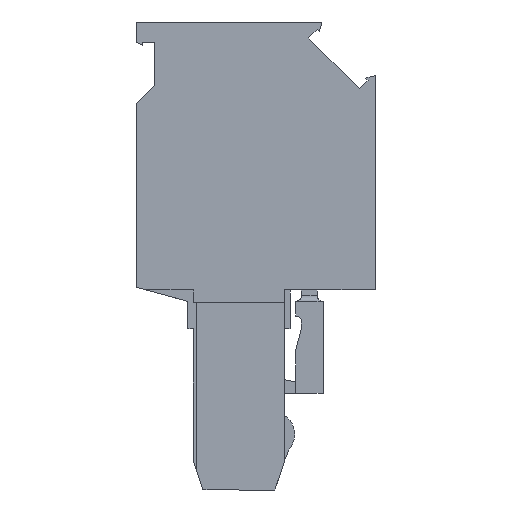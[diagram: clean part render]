
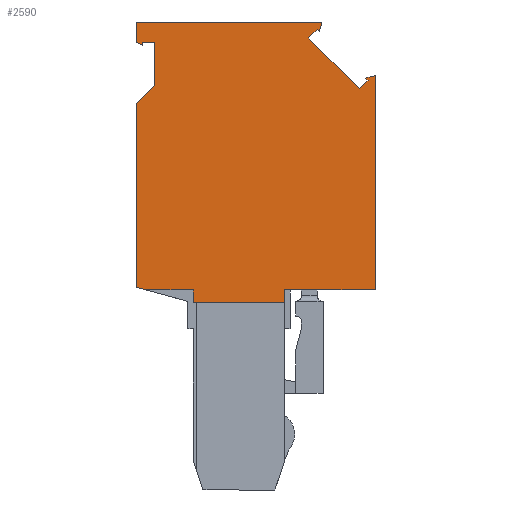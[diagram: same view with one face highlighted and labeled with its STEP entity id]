
A CAD part, left-side view. The second image highlights one B-rep face of the part: STEP entity #2590.
In plain terms, the highlighted face is planar.
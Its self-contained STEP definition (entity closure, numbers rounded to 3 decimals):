
#760=CARTESIAN_POINT('',(24.376,-9.476,
-4.6));
#770=DIRECTION('',(0.,-0.,1.));
#780=DIRECTION('',(0.,1.,0.));
#790=AXIS2_PLACEMENT_3D('',#760,#770,#780);
#800=PLANE('',#790);
#810=CARTESIAN_POINT('',(9.741,0.,
-4.6));
#820=DIRECTION('',(0.265,-0.964,
0.));
#830=VECTOR('',#820,1.);
#840=LINE('',#810,#830);
#850=CARTESIAN_POINT('',(10.787,-3.801,
-4.6));
#860=VERTEX_POINT('',#850);
#870=CARTESIAN_POINT('',(11.025,-4.666,
-4.6));
#880=VERTEX_POINT('',#870);
#890=EDGE_CURVE('',#860,#880,#840,.T.);
#900=ORIENTED_EDGE('',*,*,#890,.T.);
#910=CARTESIAN_POINT('',(0.,-3.801,
-4.6));
#920=DIRECTION('',(1.,0.,0.));
#930=VECTOR('',#920,1.);
#940=LINE('',#910,#930);
#950=CARTESIAN_POINT('',(-5.35,-3.801,
-4.6));
#960=VERTEX_POINT('',#950);
#970=EDGE_CURVE('',#960,#860,#940,.T.);
#980=ORIENTED_EDGE('',*,*,#970,.T.);
#990=CARTESIAN_POINT('',(-1.549,0.,
-4.6));
#1000=DIRECTION('',(0.707,0.707,
0.));
#1010=VECTOR('',#1000,1.);
#1020=LINE('',#990,#1010);
#1030=CARTESIAN_POINT('',(-6.95,-5.401,
-4.6));
#1040=VERTEX_POINT('',#1030);
#1050=EDGE_CURVE('',#1040,#960,#1020,.T.);
#1060=ORIENTED_EDGE('',*,*,#1050,.T.);
#1070=CARTESIAN_POINT('',(0.,-5.401,
-4.6));
#1080=DIRECTION('',(1.,0.,0.));
#1090=VECTOR('',#1080,1.);
#1100=LINE('',#1070,#1090);
#1110=CARTESIAN_POINT('',(-10.75,-5.401,
-4.6));
#1120=VERTEX_POINT('',#1110);
#1130=EDGE_CURVE('',#1120,#1040,#1100,.T.);
#1140=ORIENTED_EDGE('',*,*,#1130,.T.);
#1150=CARTESIAN_POINT('',(-10.75,0.,
-4.6));
#1160=DIRECTION('',(0.,-1.,0.));
#1170=VECTOR('',#1160,1.);
#1180=LINE('',#1150,#1170);
#1190=CARTESIAN_POINT('',(-10.75,-4.331,
-4.6));
#1200=VERTEX_POINT('',#1190);
#1210=EDGE_CURVE('',#1200,#1120,#1180,.T.);
#1220=ORIENTED_EDGE('',*,*,#1210,.T.);
#1230=CARTESIAN_POINT('',(0.,-4.331,
-4.6));
#1240=DIRECTION('',(-1.,0.,0.));
#1250=VECTOR('',#1240,1.);
#1260=LINE('',#1230,#1250);
#1270=CARTESIAN_POINT('',(-10.478,-4.331,
-4.6));
#1280=VERTEX_POINT('',#1270);
#1290=EDGE_CURVE('',#1280,#1200,#1260,.T.);
#1300=ORIENTED_EDGE('',*,*,#1290,.T.);
#1310=CARTESIAN_POINT('',(-12.978,0.,
-4.6));
#1320=DIRECTION('',(0.5,-0.866,
0.));
#1330=VECTOR('',#1320,1.);
#1340=LINE('',#1310,#1330);
#1350=CARTESIAN_POINT('',(-10.784,-3.801,
-4.6));
#1360=VERTEX_POINT('',#1350);
#1370=EDGE_CURVE('',#1360,#1280,#1340,.T.);
#1380=ORIENTED_EDGE('',*,*,#1370,.T.);
#1390=CARTESIAN_POINT('',(0.,-3.801,
-4.6));
#1400=DIRECTION('',(1.,0.,0.));
#1410=VECTOR('',#1400,1.);
#1420=LINE('',#1390,#1410);
#1430=CARTESIAN_POINT('',(-12.55,-3.801,
-4.6));
#1440=VERTEX_POINT('',#1430);
#1450=EDGE_CURVE('',#1440,#1360,#1420,.T.);
#1460=ORIENTED_EDGE('',*,*,#1450,.T.);
#1470=CARTESIAN_POINT('',(-12.55,0.,
-4.6));
#1480=DIRECTION('',(0.,1.,0.));
#1490=VECTOR('',#1480,1.);
#1500=LINE('',#1470,#1490);
#1510=CARTESIAN_POINT('',(-12.55,-20.104,
-4.6));
#1520=VERTEX_POINT('',#1510);
#1530=EDGE_CURVE('',#1520,#1440,#1500,.T.);
#1540=ORIENTED_EDGE('',*,*,#1530,.T.);
#1550=CARTESIAN_POINT('',(0.,-16.741,
-4.6));
#1560=DIRECTION('',(-0.966,-0.259,
0.));
#1570=VECTOR('',#1560,1.);
#1580=LINE('',#1550,#1570);
#1590=CARTESIAN_POINT('',(-11.707,-19.878,
-4.6));
#1600=VERTEX_POINT('',#1590);
#1610=EDGE_CURVE('',#1600,#1520,#1580,.T.);
#1620=ORIENTED_EDGE('',*,*,#1610,.T.);
#1630=CARTESIAN_POINT('',(0.,-31.585,
-4.6));
#1640=DIRECTION('',(0.707,-0.707,
0.));
#1650=VECTOR('',#1640,1.);
#1660=LINE('',#1630,#1650);
#1670=CARTESIAN_POINT('',(-11.899,-19.685,
-4.6));
#1680=VERTEX_POINT('',#1670);
#1690=EDGE_CURVE('',#1680,#1600,#1660,.T.);
#1700=ORIENTED_EDGE('',*,*,#1690,.T.);
#1710=CARTESIAN_POINT('',(7.786,0.,
-4.6));
#1720=DIRECTION('',(-0.707,-0.707,
0.));
#1730=VECTOR('',#1720,1.);
#1740=LINE('',#1710,#1730);
#1750=CARTESIAN_POINT('',(-11.143,-18.929,
-4.6));
#1760=VERTEX_POINT('',#1750);
#1770=EDGE_CURVE('',#1760,#1680,#1740,.T.);
#1780=ORIENTED_EDGE('',*,*,#1770,.T.);
#1790=CARTESIAN_POINT('',(-30.071,0.,
-4.6));
#1800=DIRECTION('',(-0.707,0.707,
0.));
#1810=VECTOR('',#1800,1.);
#1820=LINE('',#1790,#1810);
#1830=CARTESIAN_POINT('',(-6.67,-23.401,
-4.6));
#1840=VERTEX_POINT('',#1830);
#1850=EDGE_CURVE('',#1840,#1760,#1820,.T.);
#1860=ORIENTED_EDGE('',*,*,#1850,.T.);
#1870=CARTESIAN_POINT('',(16.731,0.,
-4.6));
#1880=DIRECTION('',(0.707,0.707,
0.));
#1890=VECTOR('',#1880,1.);
#1900=LINE('',#1870,#1890);
#1910=CARTESIAN_POINT('',(-7.427,-24.158,
-4.6));
#1920=VERTEX_POINT('',#1910);
#1930=EDGE_CURVE('',#1920,#1840,#1900,.T.);
#1940=ORIENTED_EDGE('',*,*,#1930,.T.);
#1950=CARTESIAN_POINT('',(-31.585,0.,
-4.6));
#1960=DIRECTION('',(0.707,-0.707,
0.));
#1970=VECTOR('',#1960,1.);
#1980=LINE('',#1950,#1970);
#1990=CARTESIAN_POINT('',(-7.619,-23.965,
-4.6));
#2000=VERTEX_POINT('',#1990);
#2010=EDGE_CURVE('',#2000,#1920,#1980,.T.);
#2020=ORIENTED_EDGE('',*,*,#2010,.T.);
#2030=CARTESIAN_POINT('',(-1.198,0.,
-4.6));
#2040=DIRECTION('',(0.259,0.966,
0.));
#2050=VECTOR('',#2040,1.);
#2060=LINE('',#2030,#2050);
#2070=CARTESIAN_POINT('',(-7.843,-24.801,
-4.6));
#2080=VERTEX_POINT('',#2070);
#2090=EDGE_CURVE('',#2080,#2000,#2060,.T.);
#2100=ORIENTED_EDGE('',*,*,#2090,.T.);
#2110=CARTESIAN_POINT('',(0.,-24.801,
-4.6));
#2120=DIRECTION('',(-1.,0.,0.));
#2130=VECTOR('',#2120,1.);
#2140=LINE('',#2110,#2130);
#2150=CARTESIAN_POINT('',(11.025,-24.801,
-4.6));
#2160=VERTEX_POINT('',#2150);
#2170=EDGE_CURVE('',#2160,#2080,#2140,.T.);
#2180=ORIENTED_EDGE('',*,*,#2170,.T.);
#2190=CARTESIAN_POINT('',(11.025,0.,
-4.6));
#2200=DIRECTION('',(0.,-1.,0.));
#2210=VECTOR('',#2200,1.);
#2220=LINE('',#2190,#2210);
#2230=CARTESIAN_POINT('',(11.025,-16.801,
-4.6));
#2240=VERTEX_POINT('',#2230);
#2250=EDGE_CURVE('',#2240,#2160,#2220,.T.);
#2260=ORIENTED_EDGE('',*,*,#2250,.T.);
#2270=CARTESIAN_POINT('',(0.,-16.801,
-4.6));
#2280=DIRECTION('',(-1.,0.,0.));
#2290=VECTOR('',#2280,1.);
#2300=LINE('',#2270,#2290);
#2310=CARTESIAN_POINT('',(12.125,-16.801,
-4.6));
#2320=VERTEX_POINT('',#2310);
#2330=EDGE_CURVE('',#2320,#2240,#2300,.T.);
#2340=ORIENTED_EDGE('',*,*,#2330,.T.);
#2350=CARTESIAN_POINT('',(12.125,0.,
-4.6));
#2360=DIRECTION('',(0.,-1.,0.));
#2370=VECTOR('',#2360,1.);
#2380=LINE('',#2350,#2370);
#2390=CARTESIAN_POINT('',(12.125,-8.801,
-4.6));
#2400=VERTEX_POINT('',#2390);
#2410=EDGE_CURVE('',#2400,#2320,#2380,.T.);
#2420=ORIENTED_EDGE('',*,*,#2410,.T.);
#2430=CARTESIAN_POINT('',(0.,-8.801,
-4.6));
#2440=DIRECTION('',(1.,0.,0.));
#2450=VECTOR('',#2440,1.);
#2460=LINE('',#2430,#2450);
#2470=CARTESIAN_POINT('',(11.025,-8.801,
-4.6));
#2480=VERTEX_POINT('',#2470);
#2490=EDGE_CURVE('',#2480,#2400,#2460,.T.);
#2500=ORIENTED_EDGE('',*,*,#2490,.T.);
#2510=CARTESIAN_POINT('',(11.025,0.,
-4.6));
#2520=DIRECTION('',(0.,-1.,0.));
#2530=VECTOR('',#2520,1.);
#2540=LINE('',#2510,#2530);
#2550=EDGE_CURVE('',#880,#2480,#2540,.T.);
#2560=ORIENTED_EDGE('',*,*,#2550,.T.);
#2570=EDGE_LOOP('',(#2560,#2500,#2420,#2340,#2260,#2180,#2100,#2020,
#1940,#1860,#1780,#1700,#1620,#1540,#1460,#1380,#1300,#1220,#1140,#1060,
#980,#900));
#2580=FACE_OUTER_BOUND('',#2570,.T.);
#2590=ADVANCED_FACE('',(#2580),#800,.F.);
